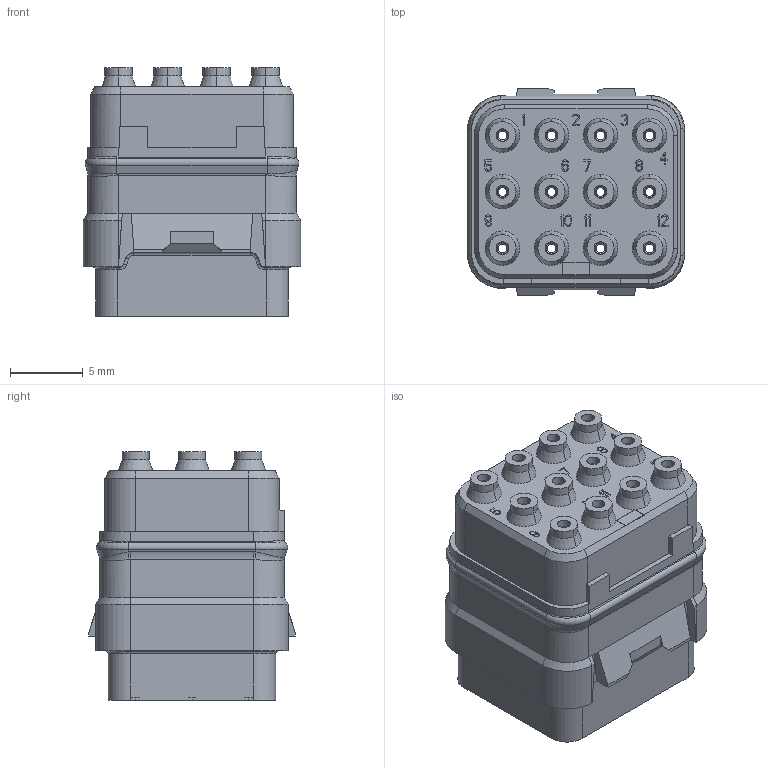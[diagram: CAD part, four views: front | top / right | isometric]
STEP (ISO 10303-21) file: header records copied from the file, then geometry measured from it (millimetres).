
FILE_DESCRIPTION((''),'2;1');
FILE_NAME('SIME1220PA','2019-12-02T',('presta_be4'),(''),'CREO PARAMETRIC BY PTC INC, 2018360','CREO PARAMETRIC BY PTC INC, 2018360','');
FILE_SCHEMA(('CONFIG_CONTROL_DESIGN'));
Products named in the file (1): SIME1220PA
Bounding box: 15 x 14.25 x 17.14 mm (x, y, z)
Volume: 1556.2 mm3; surface area: 3092.6 mm2
Topology: 1 solids, 1 shells, 2072 faces, 5166 edges, 3202 vertices
Faces by surface type: plane 1176, cylinder 356, torus 304, cone 208, bspline 28
Entity records: 62306 total; most frequent: CARTESIAN_POINT 12020, DIRECTION 10624, ORIENTED_EDGE 10332, EDGE_CURVE 5166, VECTOR 3668, LINE 3668, AXIS2_PLACEMENT_3D 3478, VERTEX_POINT 3202
